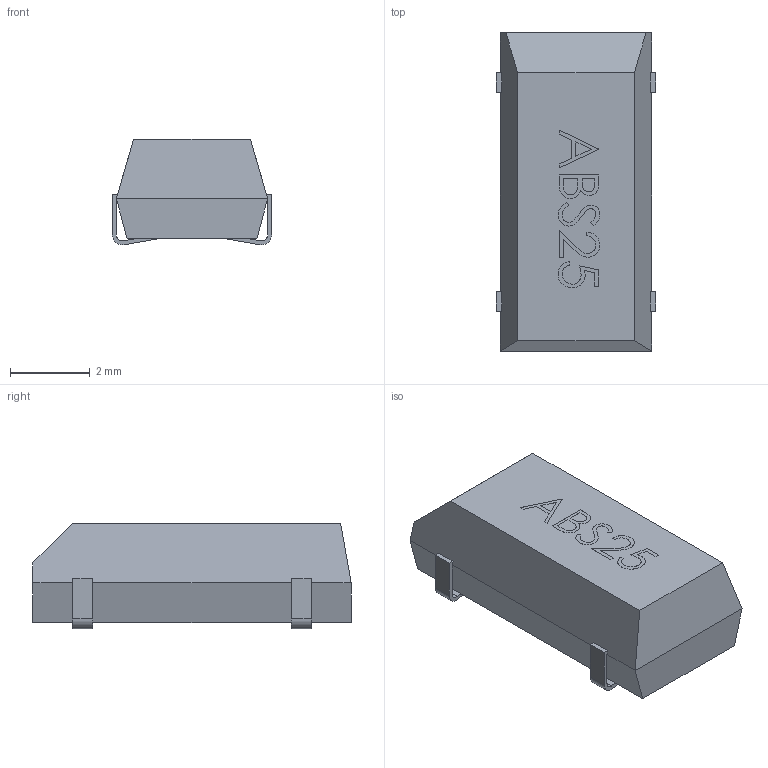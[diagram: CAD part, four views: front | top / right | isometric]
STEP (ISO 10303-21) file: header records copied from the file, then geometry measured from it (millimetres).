
FILE_DESCRIPTION(('FreeCAD Model'),'2;1');
FILE_NAME('4-SOJ.step', '2017-11-16T16:42:28',('kicad StepUp'),('ksu MCAD'), 'Open CASCADE STEP processor 6.8','FreeCAD','Unknown');
FILE_SCHEMA(('AUTOMOTIVE_DESIGN_CC2 { 1 2 10303 214 -1 1 5 4 }'));
Length unit declared in the file: millimetre
Products named in the file (2): ASSEMBLY; 4-SOJ
Assembly tree (1 placements, depth 2):
  ASSEMBLY
    4-SOJ
Bounding box: 4 x 8 x 2.66 mm (x, y, z)
Volume: 66.9 mm3; surface area: 112.8 mm2
Topology: 1 solids, 1 shells, 126 faces, 350 edges, 230 vertices
Faces by surface type: plane 80, bspline 38, cylinder 8
Entity records: 6843 total; most frequent: CARTESIAN_POINT 2938, ORIENTED_EDGE 700, DIRECTION 470, EDGE_CURVE 350, LINE 258, VECTOR 258, VERTEX_POINT 230, FACE_BOUND 138
